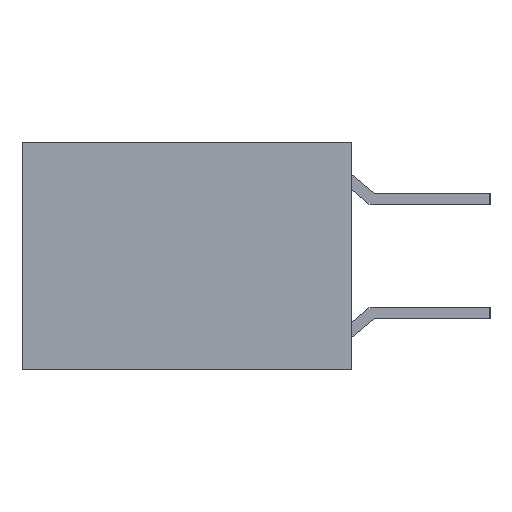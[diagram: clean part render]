
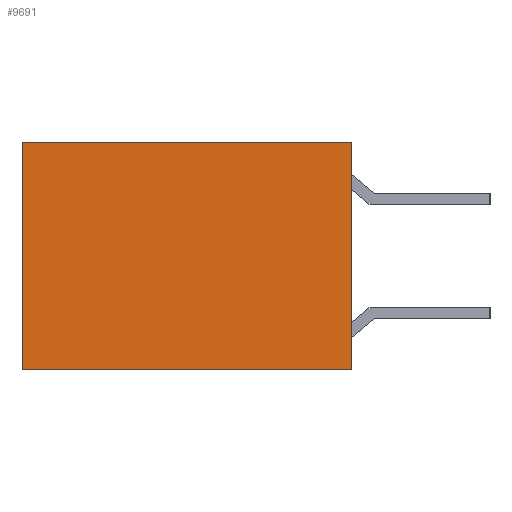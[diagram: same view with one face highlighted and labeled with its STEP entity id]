
A CAD part, left-side view. The second image highlights one B-rep face of the part: STEP entity #9691.
In plain terms, the highlighted planar face has unit normal (-1, 0, 0).
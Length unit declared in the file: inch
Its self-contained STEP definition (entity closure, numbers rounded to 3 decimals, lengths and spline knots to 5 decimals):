
#2063=ORIENTED_EDGE('',*,*,#3858,.T.);
#2064=ORIENTED_EDGE('',*,*,#3859,.F.);
#2065=ORIENTED_EDGE('',*,*,#3772,.F.);
#2066=ORIENTED_EDGE('',*,*,#3856,.T.);
#3772=EDGE_CURVE('',#4832,#4833,#6052,.T.);
#3856=EDGE_CURVE('',#4832,#4916,#6136,.T.);
#3858=EDGE_CURVE('',#4916,#4917,#6138,.T.);
#3859=EDGE_CURVE('',#4833,#4917,#6139,.T.);
#4832=VERTEX_POINT('',#14620);
#4833=VERTEX_POINT('',#14622);
#4916=VERTEX_POINT('',#14789);
#4917=VERTEX_POINT('',#14794);
#6052=LINE('',#14621,#7436);
#6136=LINE('',#14790,#7520);
#6138=LINE('',#14793,#7522);
#6139=LINE('',#14795,#7523);
#7436=VECTOR('',#11946,39.37008);
#7520=VECTOR('',#12032,39.37008);
#7522=VECTOR('',#12036,39.37008);
#7523=VECTOR('',#12037,39.37008);
#8195=EDGE_LOOP('',(#2063,#2064,#2065,#2066));
#8727=FACE_BOUND('',#8195,.T.);
#9219=PLANE('',#10190);
#9691=ADVANCED_FACE('',(#8727),#9219,.F.);
#10190=AXIS2_PLACEMENT_3D('',#14792,#12034,#12035);
#11946=DIRECTION('',(0.,0.,1.));
#12032=DIRECTION('',(0.,-1.,0.));
#12034=DIRECTION('',(1.,0.,0.));
#12035=DIRECTION('',(0.,0.,-1.));
#12036=DIRECTION('',(0.,0.,1.));
#12037=DIRECTION('',(0.,-1.,0.));
#14620=CARTESIAN_POINT('',(-0.5,0.29,-0.1));
#14621=CARTESIAN_POINT('',(-0.5,0.29,-0.1));
#14622=CARTESIAN_POINT('',(-0.5,0.29,0.1));
#14789=CARTESIAN_POINT('',(-0.5,0.,-0.1));
#14790=CARTESIAN_POINT('',(-0.5,0.29,-0.1));
#14792=CARTESIAN_POINT('',(-0.5,0.29,-0.1));
#14793=CARTESIAN_POINT('',(-0.5,0.,-0.1));
#14794=CARTESIAN_POINT('',(-0.5,0.,0.1));
#14795=CARTESIAN_POINT('',(-0.5,0.29,0.1));
